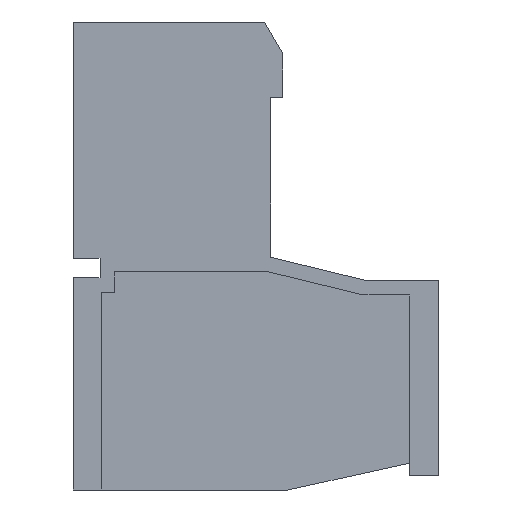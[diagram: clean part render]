
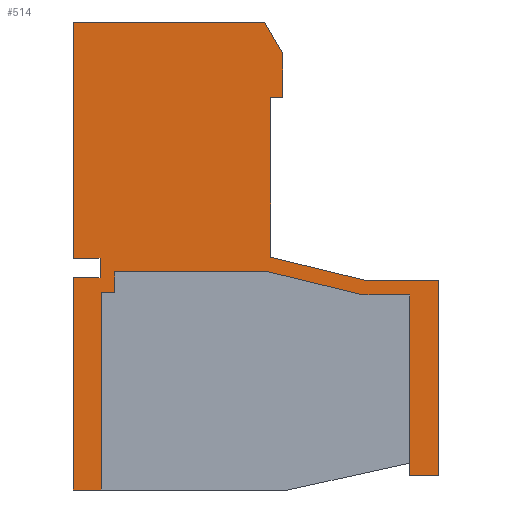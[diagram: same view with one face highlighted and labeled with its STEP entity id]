
A CAD part, left-side view. The second image highlights one B-rep face of the part: STEP entity #514.
In plain terms, the highlighted planar face has unit normal (-1, 0, 0).
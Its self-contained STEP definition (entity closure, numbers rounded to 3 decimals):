
#514 = ADVANCED_FACE( '', ( #1157 ), #1158, .F. );
#1157 = FACE_OUTER_BOUND( '', #2011, .T. );
#1158 = PLANE( '', #2012 );
#2011 = EDGE_LOOP( '', ( #3166, #3167, #3168, #3169, #3170, #3171, #3172, #3173, #3174, #3175, #3176, #3177, #3178, #3179, #3180, #3181, #3182, #3183, #3184, #3185, #3186, #3187 ) );
#2012 = AXIS2_PLACEMENT_3D( '', #3188, #3189, #3190 );
#3166 = ORIENTED_EDGE( '', *, *, #5420, .T. );
#3167 = ORIENTED_EDGE( '', *, *, #5421, .T. );
#3168 = ORIENTED_EDGE( '', *, *, #5422, .T. );
#3169 = ORIENTED_EDGE( '', *, *, #5423, .T. );
#3170 = ORIENTED_EDGE( '', *, *, #5424, .T. );
#3171 = ORIENTED_EDGE( '', *, *, #5353, .T. );
#3172 = ORIENTED_EDGE( '', *, *, #5425, .T. );
#3173 = ORIENTED_EDGE( '', *, *, #5426, .T. );
#3174 = ORIENTED_EDGE( '', *, *, #5427, .T. );
#3175 = ORIENTED_EDGE( '', *, *, #5428, .T. );
#3176 = ORIENTED_EDGE( '', *, *, #5329, .T. );
#3177 = ORIENTED_EDGE( '', *, *, #5429, .T. );
#3178 = ORIENTED_EDGE( '', *, *, #5430, .T. );
#3179 = ORIENTED_EDGE( '', *, *, #5390, .T. );
#3180 = ORIENTED_EDGE( '', *, *, #5348, .T. );
#3181 = ORIENTED_EDGE( '', *, *, #5431, .T. );
#3182 = ORIENTED_EDGE( '', *, *, #5432, .T. );
#3183 = ORIENTED_EDGE( '', *, *, #5343, .T. );
#3184 = ORIENTED_EDGE( '', *, *, #5433, .T. );
#3185 = ORIENTED_EDGE( '', *, *, #5434, .T. );
#3186 = ORIENTED_EDGE( '', *, *, #5435, .T. );
#3187 = ORIENTED_EDGE( '', *, *, #5436, .T. );
#3188 = CARTESIAN_POINT( '', ( -5.83, 0., 0. ) );
#3189 = DIRECTION( '', ( 1., 0., 0. ) );
#3190 = DIRECTION( '', ( 0., 0., -1. ) );
#5329 = EDGE_CURVE( '', #6435, #6433, #6436, .T. );
#5343 = EDGE_CURVE( '', #6460, #6461, #6462, .T. );
#5348 = EDGE_CURVE( '', #6469, #6470, #6471, .T. );
#5353 = EDGE_CURVE( '', #6478, #6479, #6480, .T. );
#5390 = EDGE_CURVE( '', #6540, #6469, #6541, .T. );
#5420 = EDGE_CURVE( '', #6590, #6591, #6592, .T. );
#5421 = EDGE_CURVE( '', #6591, #6593, #6594, .T. );
#5422 = EDGE_CURVE( '', #6593, #6595, #6596, .T. );
#5423 = EDGE_CURVE( '', #6595, #6597, #6598, .T. );
#5424 = EDGE_CURVE( '', #6597, #6478, #6599, .T. );
#5425 = EDGE_CURVE( '', #6479, #6600, #6601, .T. );
#5426 = EDGE_CURVE( '', #6600, #6602, #6603, .T. );
#5427 = EDGE_CURVE( '', #6602, #6604, #6605, .T. );
#5428 = EDGE_CURVE( '', #6604, #6435, #6606, .T. );
#5429 = EDGE_CURVE( '', #6433, #6607, #6608, .T. );
#5430 = EDGE_CURVE( '', #6607, #6540, #6609, .T. );
#5431 = EDGE_CURVE( '', #6470, #6610, #6611, .T. );
#5432 = EDGE_CURVE( '', #6610, #6460, #6612, .T. );
#5433 = EDGE_CURVE( '', #6461, #6613, #6614, .T. );
#5434 = EDGE_CURVE( '', #6613, #6615, #6616, .T. );
#5435 = EDGE_CURVE( '', #6615, #6617, #6618, .T. );
#5436 = EDGE_CURVE( '', #6617, #6590, #6619, .T. );
#6433 = VERTEX_POINT( '', #7988 );
#6435 = VERTEX_POINT( '', #7991 );
#6436 = LINE( '', #7992, #7993 );
#6460 = VERTEX_POINT( '', #8028 );
#6461 = VERTEX_POINT( '', #8029 );
#6462 = LINE( '', #8030, #8031 );
#6469 = VERTEX_POINT( '', #8041 );
#6470 = VERTEX_POINT( '', #8042 );
#6471 = LINE( '', #8043, #8044 );
#6478 = VERTEX_POINT( '', #8054 );
#6479 = VERTEX_POINT( '', #8055 );
#6480 = LINE( '', #8056, #8057 );
#6540 = VERTEX_POINT( '', #8154 );
#6541 = LINE( '', #8155, #8156 );
#6590 = VERTEX_POINT( '', #8225 );
#6591 = VERTEX_POINT( '', #8226 );
#6592 = LINE( '', #8227, #8228 );
#6593 = VERTEX_POINT( '', #8229 );
#6594 = LINE( '', #8230, #8231 );
#6595 = VERTEX_POINT( '', #8232 );
#6596 = LINE( '', #8233, #8234 );
#6597 = VERTEX_POINT( '', #8235 );
#6598 = LINE( '', #8236, #8237 );
#6599 = LINE( '', #8238, #8239 );
#6600 = VERTEX_POINT( '', #8240 );
#6601 = LINE( '', #8241, #8242 );
#6602 = VERTEX_POINT( '', #8243 );
#6603 = LINE( '', #8244, #8245 );
#6604 = VERTEX_POINT( '', #8246 );
#6605 = LINE( '', #8247, #8248 );
#6606 = LINE( '', #8249, #8250 );
#6607 = VERTEX_POINT( '', #8251 );
#6608 = LINE( '', #8252, #8253 );
#6609 = LINE( '', #8254, #8255 );
#6610 = VERTEX_POINT( '', #8256 );
#6611 = LINE( '', #8257, #8258 );
#6612 = LINE( '', #8259, #8260 );
#6613 = VERTEX_POINT( '', #8261 );
#6614 = LINE( '', #8262, #8263 );
#6615 = VERTEX_POINT( '', #8264 );
#6616 = LINE( '', #8265, #8266 );
#6617 = VERTEX_POINT( '', #8267 );
#6618 = LINE( '', #8268, #8269 );
#6619 = LINE( '', #8270, #8271 );
#7988 = CARTESIAN_POINT( '', ( -5.83, 3.925, 9.65 ) );
#7991 = CARTESIAN_POINT( '', ( -5.83, -3.925, 9.65 ) );
#7992 = CARTESIAN_POINT( '', ( -5.83, -3.925, 9.65 ) );
#7993 = VECTOR( '', #9732, 1000. );
#8028 = CARTESIAN_POINT( '', ( -5.83, 2.775, -9.55 ) );
#8029 = CARTESIAN_POINT( '', ( -5.83, 2.775, -1.45 ) );
#8030 = CARTESIAN_POINT( '', ( -5.83, 2.775, -9.55 ) );
#8031 = VECTOR( '', #9744, 1000. );
#8041 = CARTESIAN_POINT( '', ( -5.83, 2.825, -0.85 ) );
#8042 = CARTESIAN_POINT( '', ( -5.83, 3.925, -0.85 ) );
#8043 = CARTESIAN_POINT( '', ( -5.83, 2.825, -0.85 ) );
#8044 = VECTOR( '', #9748, 1000. );
#8054 = CARTESIAN_POINT( '', ( -5.83, -8.075, -0.95 ) );
#8055 = CARTESIAN_POINT( '', ( -5.83, -4.175, 0. ) );
#8056 = CARTESIAN_POINT( '', ( -5.83, -8.075, -0.95 ) );
#8057 = VECTOR( '', #9752, 1000. );
#8154 = CARTESIAN_POINT( '', ( -5.83, 2.825, -0.05 ) );
#8155 = CARTESIAN_POINT( '', ( -5.83, 2.825, -0.05 ) );
#8156 = VECTOR( '', #9780, 1000. );
#8225 = CARTESIAN_POINT( '', ( -5.83, -8.003, -1.55 ) );
#8226 = CARTESIAN_POINT( '', ( -5.83, -9.875, -1.55 ) );
#8227 = CARTESIAN_POINT( '', ( -5.83, -8.003, -1.55 ) );
#8228 = VECTOR( '', #9807, 1000. );
#8229 = CARTESIAN_POINT( '', ( -5.83, -9.875, -8.95 ) );
#8230 = CARTESIAN_POINT( '', ( -5.83, -9.875, -8.95 ) );
#8231 = VECTOR( '', #9808, 1000. );
#8232 = CARTESIAN_POINT( '', ( -5.83, -11.075, -8.95 ) );
#8233 = CARTESIAN_POINT( '', ( -5.83, -11.075, -8.95 ) );
#8234 = VECTOR( '', #9809, 1000. );
#8235 = CARTESIAN_POINT( '', ( -5.83, -11.075, -0.95 ) );
#8236 = CARTESIAN_POINT( '', ( -5.83, -11.075, -8.95 ) );
#8237 = VECTOR( '', #9810, 1000. );
#8238 = CARTESIAN_POINT( '', ( -5.83, -11.075, -0.95 ) );
#8239 = VECTOR( '', #9811, 1000. );
#8240 = CARTESIAN_POINT( '', ( -5.83, -4.175, 6.55 ) );
#8241 = CARTESIAN_POINT( '', ( -5.83, -4.175, 0. ) );
#8242 = VECTOR( '', #9812, 1000. );
#8243 = CARTESIAN_POINT( '', ( -5.83, -4.675, 6.55 ) );
#8244 = CARTESIAN_POINT( '', ( -5.83, -4.175, 6.55 ) );
#8245 = VECTOR( '', #9813, 1000. );
#8246 = CARTESIAN_POINT( '', ( -5.83, -4.675, 8.35 ) );
#8247 = CARTESIAN_POINT( '', ( -5.83, -4.675, 6.55 ) );
#8248 = VECTOR( '', #9814, 1000. );
#8249 = CARTESIAN_POINT( '', ( -5.83, -4.675, 8.35 ) );
#8250 = VECTOR( '', #9815, 1000. );
#8251 = CARTESIAN_POINT( '', ( -5.83, 3.925, -0.05 ) );
#8252 = CARTESIAN_POINT( '', ( -5.83, 3.925, 9.65 ) );
#8253 = VECTOR( '', #9816, 1000. );
#8254 = CARTESIAN_POINT( '', ( -5.83, 3.925, -0.05 ) );
#8255 = VECTOR( '', #9817, 1000. );
#8256 = CARTESIAN_POINT( '', ( -5.83, 3.925, -9.55 ) );
#8257 = CARTESIAN_POINT( '', ( -5.83, 3.925, -0.85 ) );
#8258 = VECTOR( '', #9818, 1000. );
#8259 = CARTESIAN_POINT( '', ( -5.83, 3.925, -9.55 ) );
#8260 = VECTOR( '', #9819, 1000. );
#8261 = CARTESIAN_POINT( '', ( -5.83, 2.225, -1.45 ) );
#8262 = CARTESIAN_POINT( '', ( -5.83, 2.775, -1.45 ) );
#8263 = VECTOR( '', #9820, 1000. );
#8264 = CARTESIAN_POINT( '', ( -5.83, 2.225, -0.6 ) );
#8265 = CARTESIAN_POINT( '', ( -5.83, 2.225, -1.45 ) );
#8266 = VECTOR( '', #9821, 1000. );
#8267 = CARTESIAN_POINT( '', ( -5.83, -4.103, -0.6 ) );
#8268 = CARTESIAN_POINT( '', ( -5.83, 2.225, -0.6 ) );
#8269 = VECTOR( '', #9822, 1000. );
#8270 = CARTESIAN_POINT( '', ( -5.83, -4.103, -0.6 ) );
#8271 = VECTOR( '', #9823, 1000. );
#9732 = DIRECTION( '', ( 0., 1., 0. ) );
#9744 = DIRECTION( '', ( 0., 0., 1. ) );
#9748 = DIRECTION( '', ( 0., 1., 0. ) );
#9752 = DIRECTION( '', ( 0., 0.972, 0.237 ) );
#9780 = DIRECTION( '', ( 0., 0., -1. ) );
#9807 = DIRECTION( '', ( 0., -1., 0. ) );
#9808 = DIRECTION( '', ( 0., 0., -1. ) );
#9809 = DIRECTION( '', ( 0., -1., 0. ) );
#9810 = DIRECTION( '', ( 0., 0., 1. ) );
#9811 = DIRECTION( '', ( 0., 1., 0. ) );
#9812 = DIRECTION( '', ( 0., 0., 1. ) );
#9813 = DIRECTION( '', ( 0., -1., 0. ) );
#9814 = DIRECTION( '', ( 0., 0., 1. ) );
#9815 = DIRECTION( '', ( 0., 0.5, 0.866 ) );
#9816 = DIRECTION( '', ( 0., 0., -1. ) );
#9817 = DIRECTION( '', ( 0., -1., 0. ) );
#9818 = DIRECTION( '', ( 0., 0., -1. ) );
#9819 = DIRECTION( '', ( 0., -1., 0. ) );
#9820 = DIRECTION( '', ( 0., -1., 0. ) );
#9821 = DIRECTION( '', ( 0., 0., 1. ) );
#9822 = DIRECTION( '', ( 0., -1., 0. ) );
#9823 = DIRECTION( '', ( 0., -0.972, -0.237 ) );
